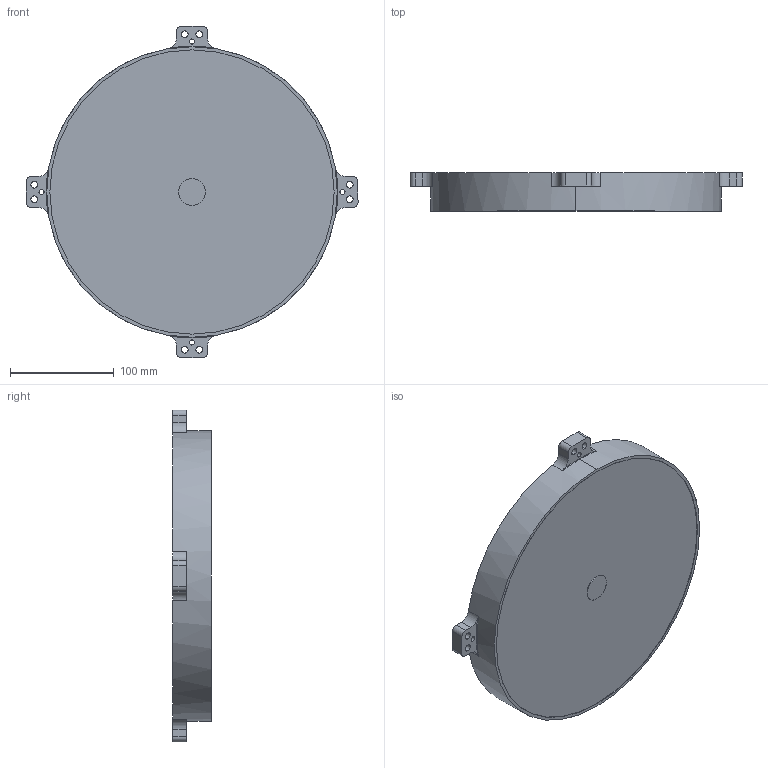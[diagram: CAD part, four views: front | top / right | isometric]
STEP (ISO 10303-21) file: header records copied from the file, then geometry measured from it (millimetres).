
FILE_DESCRIPTION (( 'STEP AP203' ), '1' );
FILE_NAME ('208005_INDUKTIVKOPPLER_REMOTE_F280.STEP', '2020-10-14T13:16:39', ( '' ), ( '' ), 'SwSTEP 2.0', 'SolidWorks 2019', '' );
FILE_SCHEMA (( 'CONFIG_CONTROL_DESIGN' ));
Length unit declared in the file: millimetre
Products named in the file (1): 208005_INDUKTIVKOPPLER_REMOTE_F280
Bounding box: 320 x 37 x 320 mm (x, y, z)
Volume: 2261545.3 mm3; surface area: 167911.3 mm2
Topology: 1 solids, 1 shells, 98 faces, 254 edges, 169 vertices
Faces by surface type: cylinder 64, plane 29, torus 5
Entity records: 3245 total; most frequent: CARTESIAN_POINT 586, DIRECTION 586, ORIENTED_EDGE 508, EDGE_CURVE 254, AXIS2_PLACEMENT_3D 241, VERTEX_POINT 169, CIRCLE 142, EDGE_LOOP 133
